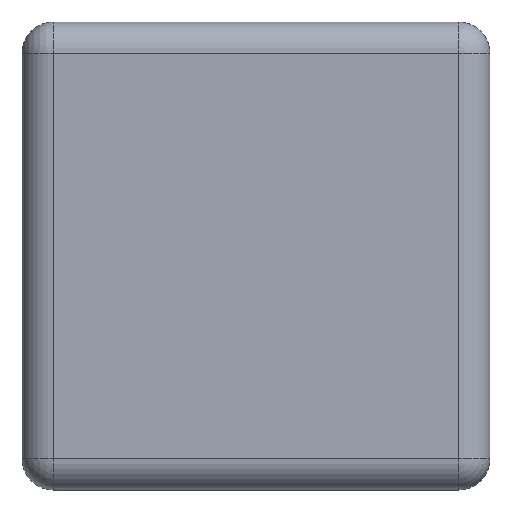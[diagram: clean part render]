
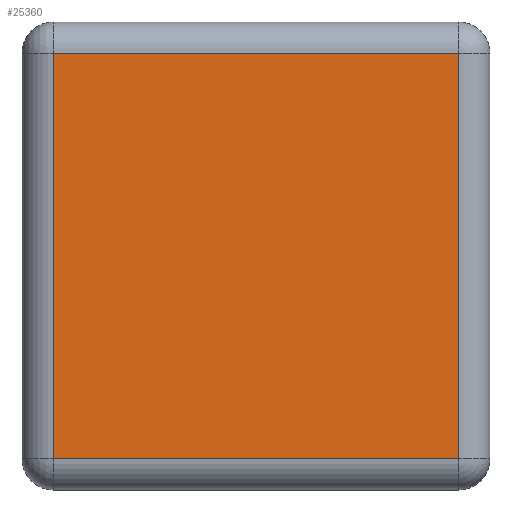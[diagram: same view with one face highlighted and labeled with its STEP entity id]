
A CAD part, front view. The second image highlights one B-rep face of the part: STEP entity #25360.
In plain terms, the highlighted planar face has unit normal (0, -1, 0).
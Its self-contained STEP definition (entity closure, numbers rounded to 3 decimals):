
#12033 = CARTESIAN_POINT ( 'NONE',  ( -517.906, -181.587, -517.906 ) ) ;
#12261 = LINE ( 'NONE', #76347, #39218 ) ;
#12759 = DIRECTION ( 'NONE',  ( 1., 0., 0. ) ) ;
#21255 = VECTOR ( 'NONE', #86624, 1000. ) ;
#22209 = LINE ( 'NONE', #95150, #75781 ) ;
#25360 = ADVANCED_FACE ( 'NONE', ( #89646 ), #98444, .T. ) ;
#26090 = ORIENTED_EDGE ( 'NONE', *, *, #64426, .T. ) ;
#32626 = CARTESIAN_POINT ( 'NONE',  ( 517.906, -181.587, 0. ) ) ;
#32672 = EDGE_CURVE ( 'NONE', #130274, #68314, #22209, .T. ) ;
#32887 = ORIENTED_EDGE ( 'NONE', *, *, #33796, .T. ) ;
#33796 = EDGE_CURVE ( 'NONE', #118757, #109029, #12261, .T. ) ;
#39218 = VECTOR ( 'NONE', #68254, 1000. ) ;
#45398 = LINE ( 'NONE', #32626, #21255 ) ;
#48681 = CARTESIAN_POINT ( 'NONE',  ( 517.906, -181.587, 517.906 ) ) ;
#53349 = AXIS2_PLACEMENT_3D ( 'NONE', #130864, #79497, #110545 ) ;
#56070 = CARTESIAN_POINT ( 'NONE',  ( -517.906, -181.587, 517.906 ) ) ;
#64426 = EDGE_CURVE ( 'NONE', #68314, #118757, #45398, .T. ) ;
#68254 = DIRECTION ( 'NONE',  ( -1., 0., 0. ) ) ;
#68314 = VERTEX_POINT ( 'NONE', #107293 ) ;
#71104 = CARTESIAN_POINT ( 'NONE',  ( -517.906, -181.587, 0. ) ) ;
#71140 = ORIENTED_EDGE ( 'NONE', *, *, #97793, .T. ) ;
#75781 = VECTOR ( 'NONE', #12759, 1000. ) ;
#76347 = CARTESIAN_POINT ( 'NONE',  ( 0., -181.587, 517.906 ) ) ;
#79497 = DIRECTION ( 'NONE',  ( 0., -1., 0. ) ) ;
#83215 = DIRECTION ( 'NONE',  ( 0., 0., -1. ) ) ;
#83900 = LINE ( 'NONE', #71104, #104642 ) ;
#86624 = DIRECTION ( 'NONE',  ( 0., 0., 1. ) ) ;
#89646 = FACE_OUTER_BOUND ( 'NONE', #120639, .T. ) ;
#95150 = CARTESIAN_POINT ( 'NONE',  ( 0., -181.587, -517.906 ) ) ;
#97793 = EDGE_CURVE ( 'NONE', #109029, #130274, #83900, .T. ) ;
#98444 = PLANE ( 'NONE',  #53349 ) ;
#104642 = VECTOR ( 'NONE', #83215, 1000. ) ;
#107293 = CARTESIAN_POINT ( 'NONE',  ( 517.906, -181.587, -517.906 ) ) ;
#109029 = VERTEX_POINT ( 'NONE', #56070 ) ;
#110545 = DIRECTION ( 'NONE',  ( 0., 0., -1. ) ) ;
#118757 = VERTEX_POINT ( 'NONE', #48681 ) ;
#120639 = EDGE_LOOP ( 'NONE', ( #32887, #71140, #131130, #26090 ) ) ;
#130274 = VERTEX_POINT ( 'NONE', #12033 ) ;
#130864 = CARTESIAN_POINT ( 'NONE',  ( 0., -181.587, 0. ) ) ;
#131130 = ORIENTED_EDGE ( 'NONE', *, *, #32672, .T. ) ;
